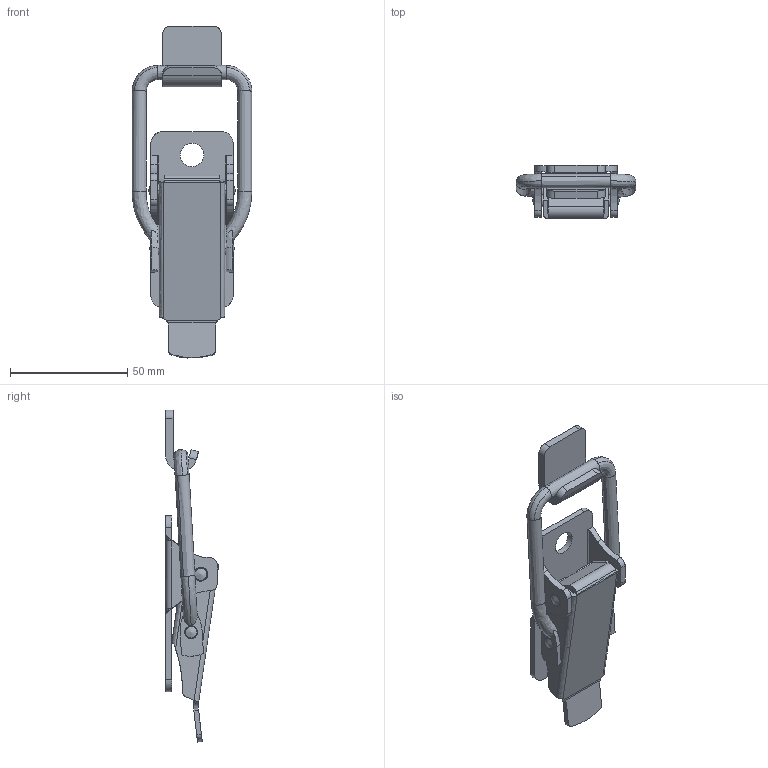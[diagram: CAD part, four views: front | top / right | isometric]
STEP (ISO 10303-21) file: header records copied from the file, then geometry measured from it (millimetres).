
FILE_DESCRIPTION((''),'2;1');
FILE_NAME('','2005-07-15T16:05:10',(''),(''),'','CADfix','');
FILE_SCHEMA(('AUTOMOTIVE_DESIGN'));
Length unit declared in the file: millimetre
Products named in the file (8): arm; plate; shaft_B; shaft_A; lever; keeper; base; TL_274_3396_36
Assembly tree (8 placements, depth 2):
  TL_274_3396_36
    arm
    plate  x2
    shaft_B
    shaft_A
    lever
    keeper
    base
Bounding box: 51 x 22.58 x 141.5 mm (x, y, z)
Volume: 26727.8 mm3; surface area: 24348.7 mm2
Topology: 8 solids, 8 shells, 207 faces, 599 edges, 402 vertices
Faces by surface type: bspline 207
Entity records: 10425 total; most frequent: CARTESIAN_POINT 7039, ORIENTED_EDGE 1130, EDGE_CURVE 565, VERTEX_POINT 386, QUASI_UNIFORM_CURVE 263, EDGE_LOOP 221, FACE_OUTER_BOUND 197, ADVANCED_FACE 197
